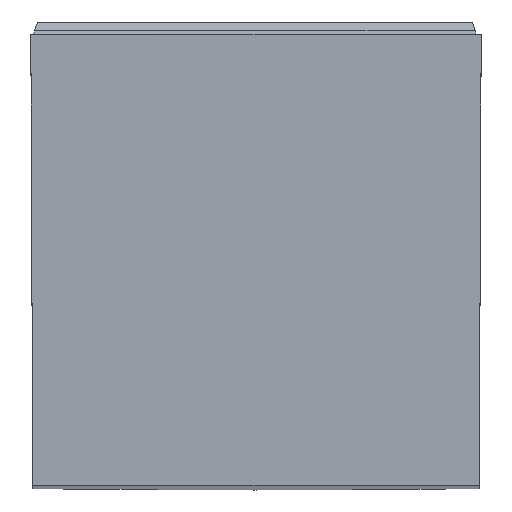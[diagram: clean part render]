
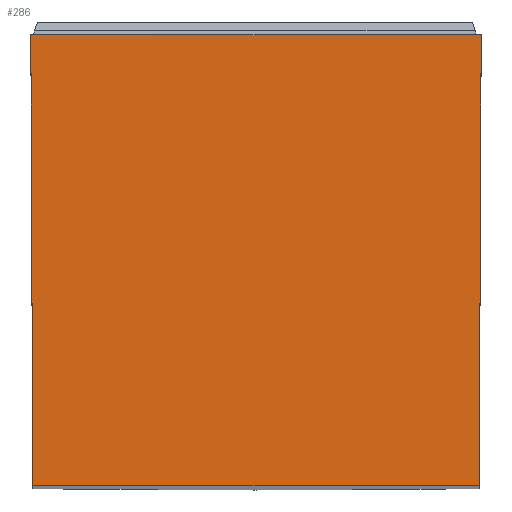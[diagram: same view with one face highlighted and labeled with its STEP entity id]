
A CAD part, top view. The second image highlights one B-rep face of the part: STEP entity #286.
In plain terms, the highlighted planar face has unit normal (0, 0, 1).
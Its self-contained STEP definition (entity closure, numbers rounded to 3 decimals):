
#286=ADVANCED_FACE('CU_BACK_SU1',(#427),#377,.F.);
#377=PLANE('',#1745);
#427=FACE_OUTER_BOUND('',#507,.T.);
#507=EDGE_LOOP('',(#615,#616,#617,#618));
#615=ORIENTED_EDGE('',*,*,#1214,.F.);
#616=ORIENTED_EDGE('',*,*,#1217,.T.);
#617=ORIENTED_EDGE('',*,*,#1211,.T.);
#618=ORIENTED_EDGE('',*,*,#1218,.T.);
#1059=VERTEX_POINT('',#2356);
#1061=VERTEX_POINT('',#2360);
#1064=VERTEX_POINT('',#2367);
#1065=VERTEX_POINT('',#2369);
#1211=EDGE_CURVE('',#1059,#1061,#1437,.T.);
#1214=EDGE_CURVE('',#1064,#1065,#1440,.T.);
#1217=EDGE_CURVE('',#1064,#1059,#1442,.T.);
#1218=EDGE_CURVE('',#1061,#1065,#1443,.T.);
#1437=LINE('',#2361,#1553);
#1440=LINE('',#2368,#1556);
#1442=LINE('',#2374,#1558);
#1443=LINE('',#2375,#1559);
#1553=VECTOR('',#1909,1.);
#1556=VECTOR('',#1914,1.);
#1558=VECTOR('',#1920,1.);
#1559=VECTOR('',#1921,1.);
#1745=AXIS2_PLACEMENT_3D('',#2376,#1922,#1923);
#1909=DIRECTION('',(0.004,1.,0.));
#1914=DIRECTION('',(-0.004,1.,0.));
#1920=DIRECTION('',(1.,0.,0.));
#1921=DIRECTION('',(-1.,0.,0.));
#1922=DIRECTION('',(0.,0.,-1.));
#1923=DIRECTION('',(0.,-1.,0.));
#2356=CARTESIAN_POINT('',(-0.11,0.,0.));
#2360=CARTESIAN_POINT('',(0.,25.273,0.));
#2361=CARTESIAN_POINT('',(0.088,45.374,0.));
#2367=CARTESIAN_POINT('',(-25.163,0.,0.));
#2368=CARTESIAN_POINT('',(-25.359,45.061,0.));
#2369=CARTESIAN_POINT('',(-25.273,25.273,0.));
#2374=CARTESIAN_POINT('',(23.264,0.,0.));
#2375=CARTESIAN_POINT('',(23.264,25.273,0.));
#2376=CARTESIAN_POINT('',(23.264,45.273,0.));
